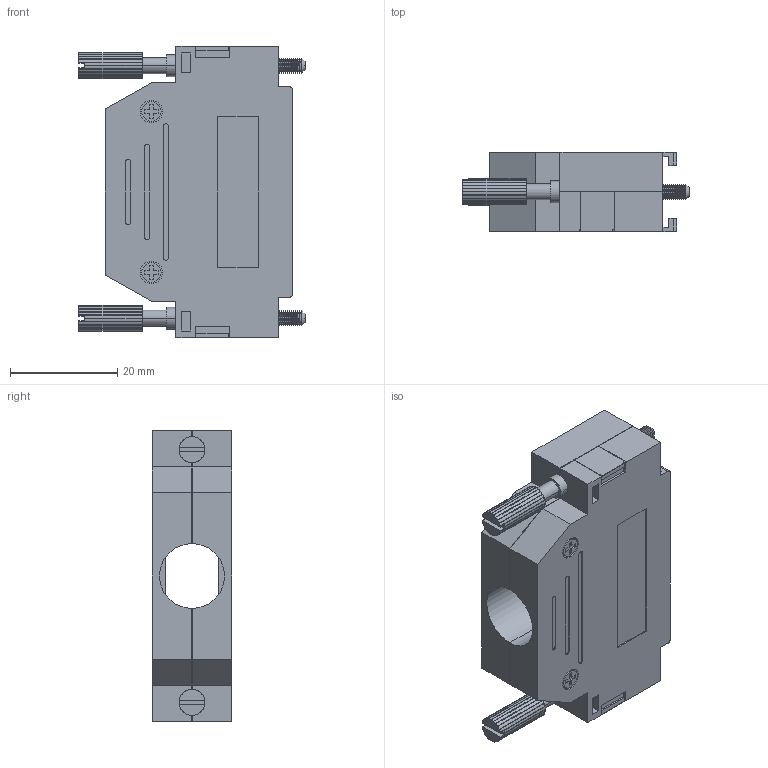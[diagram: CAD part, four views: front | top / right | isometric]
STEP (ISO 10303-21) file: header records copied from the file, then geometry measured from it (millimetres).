
FILE_DESCRIPTION (( 'STEP AP203' ), '1' );
FILE_NAME ('SDRS25HOT.STEP', '2006-06-23T20:18:52', ( 'lcom' ), ( 'lcom' ), 'SwSTEP 2.0', 'SolidWorks 2006004', '' );
FILE_SCHEMA (( 'CONFIG_CONTROL_DESIGN' ));
Length unit declared in the file: inch
Products named in the file (3): SDRS25HOT ; SDRS25HOT; 3AA07-019
Assembly tree (3 placements, depth 2):
  SDRS25HOT
    3AA07-019  x2
    SDRS25HOT 
Bounding box: 42.14 x 14.73 x 54.36 mm (x, y, z)
Volume: 13090.1 mm3; surface area: 10018.2 mm2
Topology: 3 solids, 3 shells, 534 faces, 1406 edges, 904 vertices
Faces by surface type: plane 324, cylinder 110, cone 100
Entity records: 12455 total; most frequent: CARTESIAN_POINT 2127, ORIENTED_EDGE 2096, DIRECTION 2060, EDGE_CURVE 1048, VECTOR 830, LINE 830, VERTEX_POINT 682, AXIS2_PLACEMENT_3D 615
